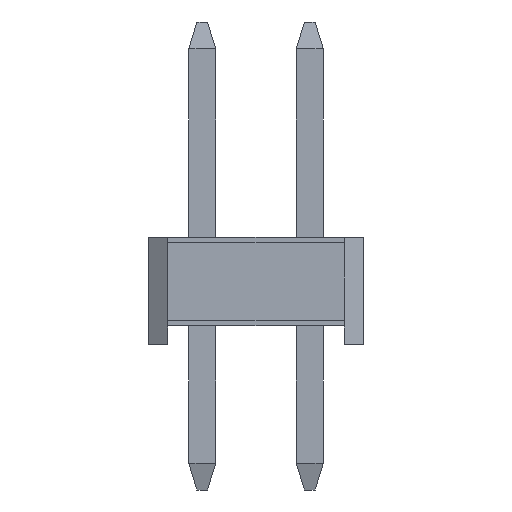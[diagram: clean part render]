
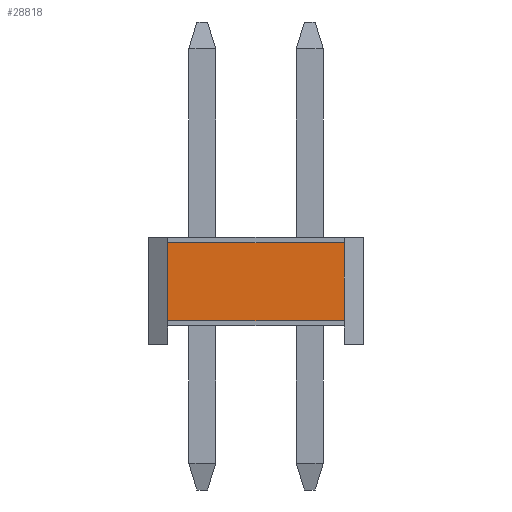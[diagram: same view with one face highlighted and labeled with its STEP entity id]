
A CAD part, front view. The second image highlights one B-rep face of the part: STEP entity #28818.
In plain terms, the highlighted face is planar.
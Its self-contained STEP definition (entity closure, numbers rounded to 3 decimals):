
#2472=ORIENTED_EDGE('',*,*,#7200,.F.);
#2473=ORIENTED_EDGE('',*,*,#5789,.F.);
#2474=ORIENTED_EDGE('',*,*,#7201,.F.);
#2475=ORIENTED_EDGE('',*,*,#5801,.F.);
#5789=EDGE_CURVE('',#8663,#8662,#10421,.T.);
#5801=EDGE_CURVE('',#8674,#8675,#10433,.T.);
#7200=EDGE_CURVE('',#8662,#8674,#11832,.T.);
#7201=EDGE_CURVE('',#8675,#8663,#11833,.T.);
#8662=VERTEX_POINT('',#36065);
#8663=VERTEX_POINT('',#36067);
#8674=VERTEX_POINT('',#36095);
#8675=VERTEX_POINT('',#36096);
#10421=LINE('',#36068,#13297);
#10433=LINE('',#36094,#13309);
#11832=LINE('',#38886,#14708);
#11833=LINE('',#38888,#14709);
#13297=VECTOR('',#30777,1000.);
#13309=VECTOR('',#30797,1000.);
#14708=VECTOR('',#33130,1000.);
#14709=VECTOR('',#33133,1000.);
#16674=EDGE_LOOP('',(#2472,#2473,#2474,#2475));
#17956=FACE_BOUND('',#16674,.T.);
#19200=PLANE('',#30027);
#28818=ADVANCED_FACE('',(#17956),#19200,.F.);
#30027=AXIS2_PLACEMENT_3D('',#38889,#33134,#33135);
#30777=DIRECTION('',(0.,-1.,0.));
#30797=DIRECTION('',(0.,1.,0.));
#33130=DIRECTION('',(0.,0.,1.));
#33133=DIRECTION('',(0.,0.,-1.));
#33134=DIRECTION('',(-1.,0.,0.));
#33135=DIRECTION('',(0.,0.,1.));
#36065=CARTESIAN_POINT('',(20.,-1.64,-0.55));
#36067=CARTESIAN_POINT('',(20.,1.64,-0.55));
#36068=CARTESIAN_POINT('',(20.,1.64,-0.55));
#36094=CARTESIAN_POINT('',(20.,0.,0.9));
#36095=CARTESIAN_POINT('',(20.,-1.64,0.9));
#36096=CARTESIAN_POINT('',(20.,1.64,0.9));
#38886=CARTESIAN_POINT('',(20.,-1.64,0.));
#38888=CARTESIAN_POINT('',(20.,1.64,0.));
#38889=CARTESIAN_POINT('',(20.,0.,0.));
